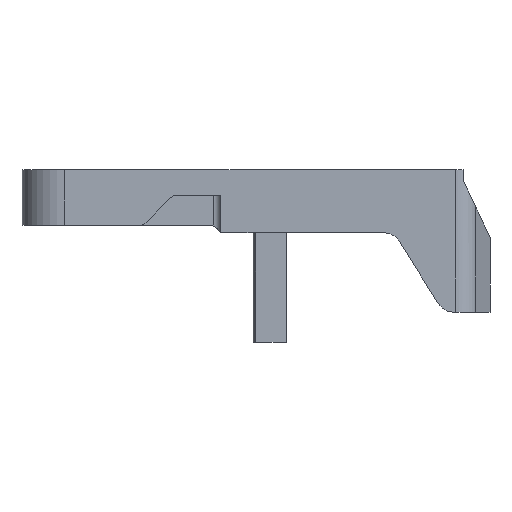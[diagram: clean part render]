
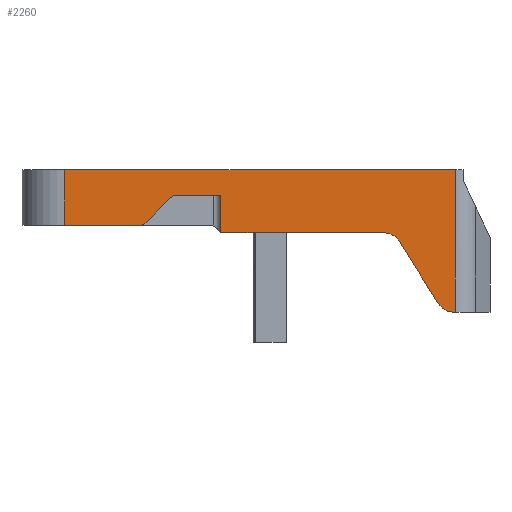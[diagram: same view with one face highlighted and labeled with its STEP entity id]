
A CAD part, left-side view. The second image highlights one B-rep face of the part: STEP entity #2260.
In plain terms, the highlighted planar face has unit normal (-1, 0, 0).
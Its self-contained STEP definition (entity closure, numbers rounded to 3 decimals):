
#42 = CIRCLE ( 'NONE', #1543, 2. ) ;
#146 = CARTESIAN_POINT ( 'NONE',  ( -27.5, -38.078, 1.973 ) ) ;
#167 = DIRECTION ( 'NONE',  ( 0., 0., -1. ) ) ;
#181 = CARTESIAN_POINT ( 'NONE',  ( -27.5, -37.672, -24.85 ) ) ;
#346 = CARTESIAN_POINT ( 'NONE',  ( -27.5, 67., 8.5 ) ) ;
#370 = VERTEX_POINT ( 'NONE', #2761 ) ;
#380 = VERTEX_POINT ( 'NONE', #6714 ) ;
#410 = VERTEX_POINT ( 'NONE', #5521 ) ;
#482 = CARTESIAN_POINT ( 'NONE',  ( -27.5, 37.172, -0.5 ) ) ;
#504 = CARTESIAN_POINT ( 'NONE',  ( -27.5, -23.028, -10.85 ) ) ;
#515 = CIRCLE ( 'NONE', #5616, 5. ) ;
#580 = EDGE_CURVE ( 'NONE', #370, #1028, #42, .T. ) ;
#648 = VECTOR ( 'NONE', #6531, 1000. ) ;
#718 = FACE_OUTER_BOUND ( 'NONE', #4328, .T. ) ;
#756 = DIRECTION ( 'NONE',  ( 1., 0., 0. ) ) ;
#917 = EDGE_CURVE ( 'NONE', #410, #5944, #515, .T. ) ;
#928 = DIRECTION ( 'NONE',  ( 0., 0., -1. ) ) ;
#944 = AXIS2_PLACEMENT_3D ( 'NONE', #482, #4902, #5891 ) ;
#1028 = VERTEX_POINT ( 'NONE', #1958 ) ;
#1083 = DIRECTION ( 'NONE',  ( 0., 0., 1. ) ) ;
#1180 = CARTESIAN_POINT ( 'NONE',  ( -27.5, 67., -8.5 ) ) ;
#1200 = LINE ( 'NONE', #6681, #4103 ) ;
#1226 = LINE ( 'NONE', #5516, #1356 ) ;
#1227 = ORIENTED_EDGE ( 'NONE', *, *, #1687, .T. ) ;
#1259 = CARTESIAN_POINT ( 'NONE',  ( -27.5, 25., 1.5 ) ) ;
#1324 = CARTESIAN_POINT ( 'NONE',  ( -27.5, 25., -8.5 ) ) ;
#1325 = ORIENTED_EDGE ( 'NONE', *, *, #6628, .F. ) ;
#1347 = VECTOR ( 'NONE', #6715, 1000. ) ;
#1356 = VECTOR ( 'NONE', #2212, 1000. ) ;
#1365 = EDGE_CURVE ( 'NONE', #3901, #3463, #1757, .T. ) ;
#1385 = ORIENTED_EDGE ( 'NONE', *, *, #5594, .F. ) ;
#1433 = LINE ( 'NONE', #5873, #2854 ) ;
#1469 = CARTESIAN_POINT ( 'NONE',  ( -27.5, 25., 1.5 ) ) ;
#1500 = ORIENTED_EDGE ( 'NONE', *, *, #1780, .T. ) ;
#1543 = AXIS2_PLACEMENT_3D ( 'NONE', #3772, #1550, #2109 ) ;
#1550 = DIRECTION ( 'NONE',  ( -1., 0., 0. ) ) ;
#1585 = EDGE_CURVE ( 'NONE', #2551, #3748, #5392, .T. ) ;
#1654 = ORIENTED_EDGE ( 'NONE', *, *, #6078, .T. ) ;
#1662 = ORIENTED_EDGE ( 'NONE', *, *, #6863, .F. ) ;
#1683 = VERTEX_POINT ( 'NONE', #7122 ) ;
#1687 = EDGE_CURVE ( 'NONE', #3748, #410, #4323, .T. ) ;
#1709 = CARTESIAN_POINT ( 'NONE',  ( -27.5, 25., -6.5 ) ) ;
#1757 = LINE ( 'NONE', #1180, #3422 ) ;
#1780 = EDGE_CURVE ( 'NONE', #6940, #6324, #5814, .T. ) ;
#1939 = CARTESIAN_POINT ( 'NONE',  ( -27.5, -18.787, -13.5 ) ) ;
#1958 = CARTESIAN_POINT ( 'NONE',  ( -27.5, 45.414, -5.914 ) ) ;
#2020 = LINE ( 'NONE', #1469, #4846 ) ;
#2042 = CARTESIAN_POINT ( 'NONE',  ( -27.5, -37.672, -29.85 ) ) ;
#2086 = CARTESIAN_POINT ( 'NONE',  ( -27.5, -34.9, -29.85 ) ) ;
#2109 = DIRECTION ( 'NONE',  ( 0., 1., 0. ) ) ;
#2212 = DIRECTION ( 'NONE',  ( 0., -1., 0. ) ) ;
#2260 = ADVANCED_FACE ( 'NONE', ( #718 ), #5654, .F. ) ;
#2390 = VECTOR ( 'NONE', #1083, 1000. ) ;
#2511 = ORIENTED_EDGE ( 'NONE', *, *, #4572, .T. ) ;
#2551 = VERTEX_POINT ( 'NONE', #4409 ) ;
#2641 = VECTOR ( 'NONE', #4334, 1000. ) ;
#2761 = CARTESIAN_POINT ( 'NONE',  ( -27.5, 46.828, -6.5 ) ) ;
#2854 = VECTOR ( 'NONE', #5355, 1000. ) ;
#2927 = DIRECTION ( 'NONE',  ( 0., 1., 0. ) ) ;
#2928 = DIRECTION ( 'NONE',  ( 0., 1., 0. ) ) ;
#2963 = AXIS2_PLACEMENT_3D ( 'NONE', #1939, #2994, #6804 ) ;
#2971 = EDGE_CURVE ( 'NONE', #1028, #6940, #1200, .T. ) ;
#2994 = DIRECTION ( 'NONE',  ( 1., 0., 0. ) ) ;
#3311 = DIRECTION ( 'NONE',  ( 0., -0.707, 0.707 ) ) ;
#3358 = ORIENTED_EDGE ( 'NONE', *, *, #917, .T. ) ;
#3422 = VECTOR ( 'NONE', #167, 1000. ) ;
#3463 = VERTEX_POINT ( 'NONE', #4029 ) ;
#3672 = ORIENTED_EDGE ( 'NONE', *, *, #5178, .T. ) ;
#3748 = VERTEX_POINT ( 'NONE', #504 ) ;
#3772 = CARTESIAN_POINT ( 'NONE',  ( -27.5, 46.828, -4.5 ) ) ;
#3802 = VECTOR ( 'NONE', #2928, 1000. ) ;
#3901 = VERTEX_POINT ( 'NONE', #346 ) ;
#3958 = LINE ( 'NONE', #1709, #1347 ) ;
#4016 = CARTESIAN_POINT ( 'NONE',  ( -27.5, 35., 8.5 ) ) ;
#4029 = CARTESIAN_POINT ( 'NONE',  ( -27.5, 67., -6.5 ) ) ;
#4103 = VECTOR ( 'NONE', #3311, 1000. ) ;
#4126 = DIRECTION ( 'NONE',  ( -1., 0., 0. ) ) ;
#4199 = CARTESIAN_POINT ( 'NONE',  ( -27.5, 37.172, 1.5 ) ) ;
#4323 = LINE ( 'NONE', #2086, #648 ) ;
#4328 = EDGE_LOOP ( 'NONE', ( #1385, #4769, #4623, #1500, #1325, #6677, #3672, #5678, #1227, #3358, #1654, #2511, #1662, #6629 ) ) ;
#4334 = DIRECTION ( 'NONE',  ( 0., -1., 0. ) ) ;
#4375 = LINE ( 'NONE', #6654, #2641 ) ;
#4409 = CARTESIAN_POINT ( 'NONE',  ( -27.5, -18.787, -8.5 ) ) ;
#4572 = EDGE_CURVE ( 'NONE', #380, #1683, #5113, .T. ) ;
#4623 = ORIENTED_EDGE ( 'NONE', *, *, #2971, .T. ) ;
#4669 = AXIS2_PLACEMENT_3D ( 'NONE', #4016, #756, #2927 ) ;
#4769 = ORIENTED_EDGE ( 'NONE', *, *, #580, .T. ) ;
#4772 = CARTESIAN_POINT ( 'NONE',  ( -27.5, 25., 1.5 ) ) ;
#4846 = VECTOR ( 'NONE', #928, 1000. ) ;
#4902 = DIRECTION ( 'NONE',  ( 1., 0., 0. ) ) ;
#5113 = LINE ( 'NONE', #146, #2390 ) ;
#5178 = EDGE_CURVE ( 'NONE', #6558, #2551, #1433, .T. ) ;
#5241 = LINE ( 'NONE', #1259, #3802 ) ;
#5355 = DIRECTION ( 'NONE',  ( 0., -1., 0. ) ) ;
#5392 = CIRCLE ( 'NONE', #2963, 5. ) ;
#5516 = CARTESIAN_POINT ( 'NONE',  ( -27.5, -41.9, -29.85 ) ) ;
#5521 = CARTESIAN_POINT ( 'NONE',  ( -27.5, -33.431, -27.5 ) ) ;
#5594 = EDGE_CURVE ( 'NONE', #370, #3463, #3958, .T. ) ;
#5616 = AXIS2_PLACEMENT_3D ( 'NONE', #181, #4126, #6852 ) ;
#5644 = CARTESIAN_POINT ( 'NONE',  ( -27.5, 38.586, 0.914 ) ) ;
#5654 = PLANE ( 'NONE',  #4669 ) ;
#5678 = ORIENTED_EDGE ( 'NONE', *, *, #1585, .T. ) ;
#5814 = CIRCLE ( 'NONE', #944, 2. ) ;
#5873 = CARTESIAN_POINT ( 'NONE',  ( -27.5, 35., -8.5 ) ) ;
#5891 = DIRECTION ( 'NONE',  ( 0., 1., 0. ) ) ;
#5944 = VERTEX_POINT ( 'NONE', #2042 ) ;
#6078 = EDGE_CURVE ( 'NONE', #5944, #380, #1226, .T. ) ;
#6324 = VERTEX_POINT ( 'NONE', #4199 ) ;
#6531 = DIRECTION ( 'NONE',  ( 0., -0.53, -0.848 ) ) ;
#6558 = VERTEX_POINT ( 'NONE', #1324 ) ;
#6628 = EDGE_CURVE ( 'NONE', #6758, #6324, #5241, .T. ) ;
#6629 = ORIENTED_EDGE ( 'NONE', *, *, #1365, .T. ) ;
#6654 = CARTESIAN_POINT ( 'NONE',  ( -27.5, 35., 8.5 ) ) ;
#6677 = ORIENTED_EDGE ( 'NONE', *, *, #6765, .T. ) ;
#6681 = CARTESIAN_POINT ( 'NONE',  ( -27.5, 46., -6.5 ) ) ;
#6714 = CARTESIAN_POINT ( 'NONE',  ( -27.5, -38.078, -29.85 ) ) ;
#6715 = DIRECTION ( 'NONE',  ( 0., 1., 0. ) ) ;
#6758 = VERTEX_POINT ( 'NONE', #4772 ) ;
#6765 = EDGE_CURVE ( 'NONE', #6758, #6558, #2020, .T. ) ;
#6804 = DIRECTION ( 'NONE',  ( 0., 1., 0. ) ) ;
#6852 = DIRECTION ( 'NONE',  ( 0., 1., 0. ) ) ;
#6863 = EDGE_CURVE ( 'NONE', #3901, #1683, #4375, .T. ) ;
#6940 = VERTEX_POINT ( 'NONE', #5644 ) ;
#7122 = CARTESIAN_POINT ( 'NONE',  ( -27.5, -38.078, 8.5 ) ) ;
